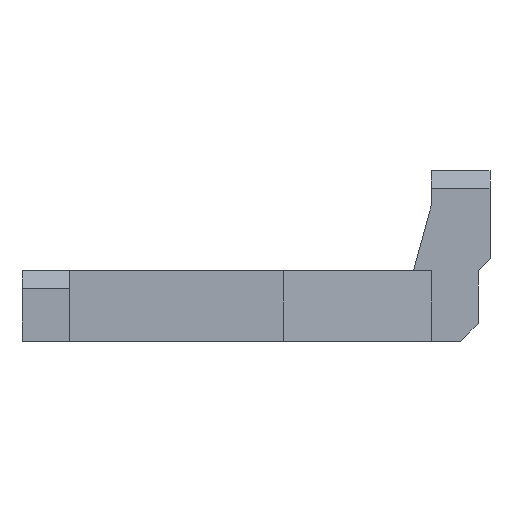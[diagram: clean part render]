
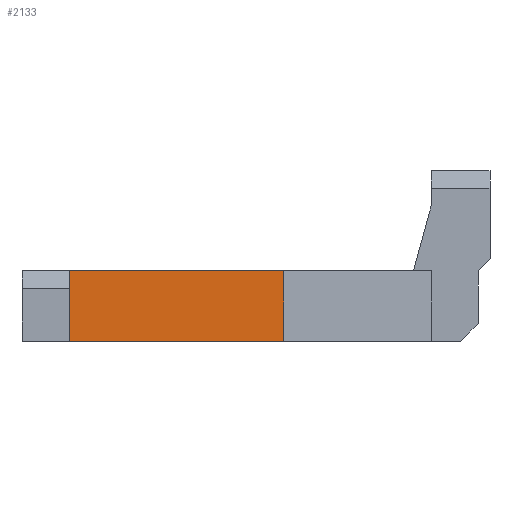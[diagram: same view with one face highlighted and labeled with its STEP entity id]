
A CAD part, front view. The second image highlights one B-rep face of the part: STEP entity #2133.
In plain terms, the highlighted planar face has unit normal (0, -1, 0).
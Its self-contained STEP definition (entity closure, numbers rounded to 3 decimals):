
#128=PLANE('',#2361);
#245=FACE_OUTER_BOUND('',#370,.T.);
#370=EDGE_LOOP('',(#1972,#1973,#1974,#1975));
#428=LINE('',#3145,#623);
#541=LINE('',#3886,#736);
#546=LINE('',#3894,#741);
#565=LINE('',#3942,#760);
#623=VECTOR('',#2501,10.);
#736=VECTOR('',#2912,10.);
#741=VECTOR('',#2919,10.);
#760=VECTOR('',#2984,10.);
#905=VERTEX_POINT('',#3142);
#906=VERTEX_POINT('',#3144);
#1033=VERTEX_POINT('',#3883);
#1034=VERTEX_POINT('',#3885);
#1120=EDGE_CURVE('',#906,#905,#428,.T.);
#1325=EDGE_CURVE('',#1033,#1034,#541,.T.);
#1330=EDGE_CURVE('',#906,#1033,#546,.T.);
#1353=EDGE_CURVE('',#905,#1034,#565,.T.);
#1972=ORIENTED_EDGE('',*,*,#1120,.T.);
#1973=ORIENTED_EDGE('',*,*,#1353,.T.);
#1974=ORIENTED_EDGE('',*,*,#1325,.F.);
#1975=ORIENTED_EDGE('',*,*,#1330,.F.);
#2133=ADVANCED_FACE('',(#245),#128,.T.);
#2361=AXIS2_PLACEMENT_3D('',#3943,#2985,#2986);
#2501=DIRECTION('',(1.,0.,0.));
#2912=DIRECTION('',(1.,0.,0.));
#2919=DIRECTION('',(0.,0.,1.));
#2984=DIRECTION('',(0.,0.,1.));
#2985=DIRECTION('center_axis',(0.,-1.,0.));
#2986=DIRECTION('ref_axis',(1.,0.,0.));
#3142=CARTESIAN_POINT('',(-33.,-58.75,0.));
#3144=CARTESIAN_POINT('',(-69.5,-58.75,0.));
#3145=CARTESIAN_POINT('',(-69.5,-58.75,0.));
#3883=CARTESIAN_POINT('',(-69.5,-58.75,12.));
#3885=CARTESIAN_POINT('',(-33.,-58.75,12.));
#3886=CARTESIAN_POINT('',(-69.5,-58.75,12.));
#3894=CARTESIAN_POINT('',(-69.5,-58.75,0.));
#3942=CARTESIAN_POINT('',(-33.,-58.75,0.));
#3943=CARTESIAN_POINT('Origin',(-69.5,-58.75,0.));
